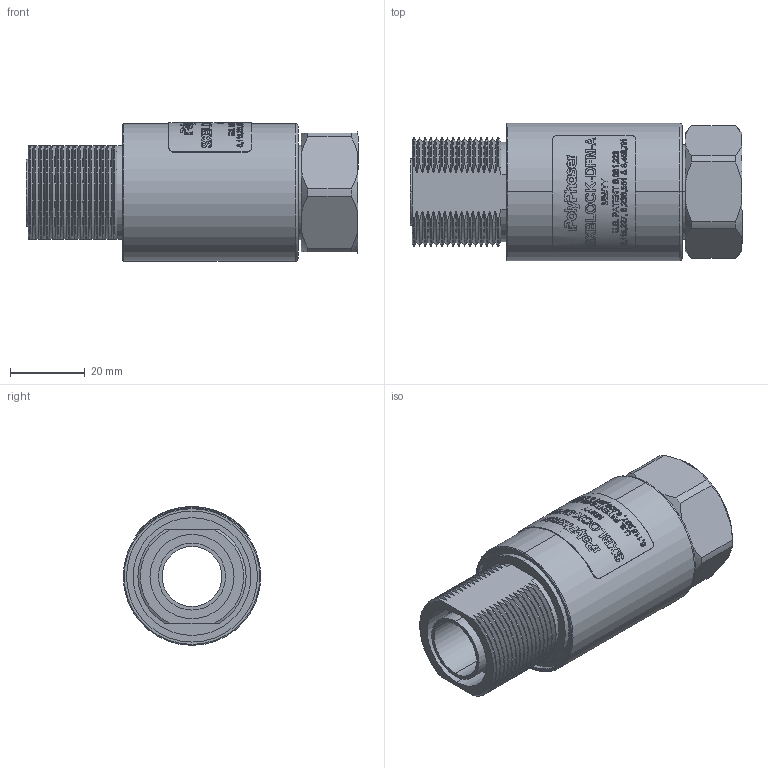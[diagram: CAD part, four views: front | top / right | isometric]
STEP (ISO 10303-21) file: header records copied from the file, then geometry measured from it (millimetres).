
FILE_DESCRIPTION (( 'STEP AP214' ), '1' );
FILE_NAME ('SXBLOCK-DFM-A.STEP', '2019-07-30T18:28:48', ( '' ), ( '' ), 'SwSTEP 2.0', 'SolidWorks 2019', '' );
FILE_SCHEMA (( 'AUTOMOTIVE_DESIGN' ));
Length unit declared in the file: inch
Products named in the file (11): 5800-0239; 1729-0040; 7020-4188; SXBLOCK-DFM-A; 5800-0238; 5800-0237
Assembly tree (5 placements, depth 2):
  5800-0239
  1729-0040
  SXBLOCK-DFM-A
    5800-0237
    7020-4188
    5800-0239
    5800-0238
    1729-0040
  7020-4188
  5800-0238
Bounding box: 88.84 x 36.83 x 37.11 mm (x, y, z)
Volume: 49426.7 mm3; surface area: 28758.5 mm2
Topology: 5 solids, 5 shells, 1318 faces, 3527 edges, 2328 vertices
Faces by surface type: bspline 545, plane 353, cylinder 306, cone 108, torus 6
Entity records: 92260 total; most frequent: CARTESIAN_POINT 51965, ORIENTED_EDGE 7054, DIRECTION 3741, EDGE_CURVE 3527, VERTEX_POINT 2328, B_SPLINE_CURVE_WITH_KNOTS 2030, AXIS2_PLACEMENT_3D 1462, EDGE_LOOP 1435
